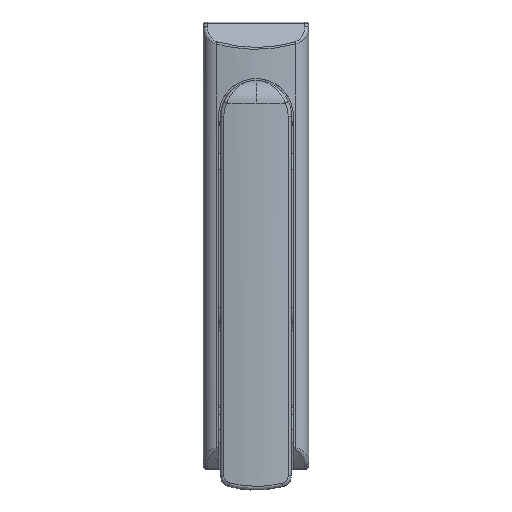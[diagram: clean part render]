
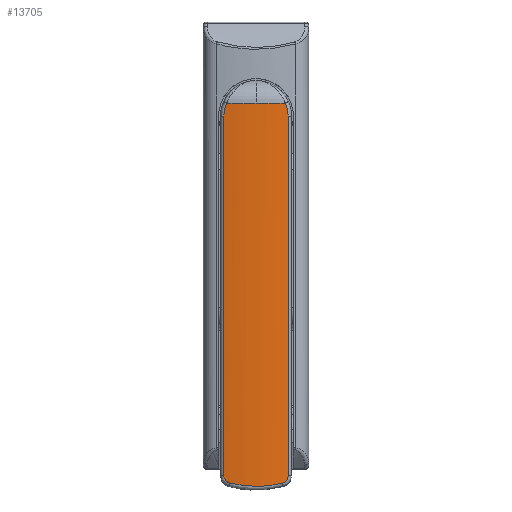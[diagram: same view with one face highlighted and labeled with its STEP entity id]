
A CAD part, front view. The second image highlights one B-rep face of the part: STEP entity #13705.
In plain terms, the highlighted cylindrical face has radius 60 mm (diameter 120 mm), a partial arc.
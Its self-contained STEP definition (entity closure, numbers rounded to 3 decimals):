
#13021 = VERTEX_POINT ( 'NONE', #20816 ) ;
#13025 = VERTEX_POINT ( 'NONE', #20845 ) ;
#13027 = EDGE_CURVE ( 'NONE', #13021, #13025, #20843, .T. ) ;
#13705 = ADVANCED_FACE ( 'NONE', ( #23900 ), #23899, .T. ) ;
#13706 = ORIENTED_EDGE ( 'NONE', *, *, #13027, .T. ) ;
#13707 = ORIENTED_EDGE ( 'NONE', *, *, #13708, .T. ) ;
#13708 = EDGE_CURVE ( 'NONE', #13025, #13709, #23894, .T. ) ;
#13709 = VERTEX_POINT ( 'NONE', #23890 ) ;
#13710 = ORIENTED_EDGE ( 'NONE', *, *, #13711, .T. ) ;
#13711 = EDGE_CURVE ( 'NONE', #13884, #13712, #23889, .T. ) ;
#13712 = VERTEX_POINT ( 'NONE', #23885 ) ;
#13713 = ORIENTED_EDGE ( 'NONE', *, *, #13714, .T. ) ;
#13714 = EDGE_CURVE ( 'NONE', #13712, #13021, #23732, .T. ) ;
#13717 = ORIENTED_EDGE ( 'NONE', *, *, #13718, .T. ) ;
#13718 = EDGE_CURVE ( 'NONE', #13709, #13719, #23720, .T. ) ;
#13719 = VERTEX_POINT ( 'NONE', #23719 ) ;
#13720 = ORIENTED_EDGE ( 'NONE', *, *, #13721, .T. ) ;
#13721 = EDGE_CURVE ( 'NONE', #13719, #13722, #23718, .T. ) ;
#13722 = VERTEX_POINT ( 'NONE', #23708 ) ;
#13876 = ORIENTED_EDGE ( 'NONE', *, *, #13877, .T. ) ;
#13877 = EDGE_CURVE ( 'NONE', #13722, #13878, #14595, .T. ) ;
#13878 = VERTEX_POINT ( 'NONE', #14612 ) ;
#13879 = ORIENTED_EDGE ( 'NONE', *, *, #13880, .T. ) ;
#13880 = EDGE_CURVE ( 'NONE', #13878, #13881, #14639, .T. ) ;
#13881 = VERTEX_POINT ( 'NONE', #14640 ) ;
#13882 = ORIENTED_EDGE ( 'NONE', *, *, #13883, .T. ) ;
#13883 = EDGE_CURVE ( 'NONE', #13881, #13884, #14619, .T. ) ;
#13884 = VERTEX_POINT ( 'NONE', #14647 ) ;
#13915 = EDGE_LOOP ( 'NONE', ( #13706, #13707, #13717, #13720, #13876, #13879, #13882, #13710, #13713 ) ) ;
#14595 = B_SPLINE_CURVE_WITH_KNOTS ( 'NONE', 3,
 ( #14608, #14613, #14600, #14599, #14606, #14605, #14604, #14603, #14602, #14601 ),
 .UNSPECIFIED., .F., .F.,
 ( 4, 2, 2, 2, 4 ),
 ( 0., 0.001, 0.001, 0.002, 0.003 ),
 .UNSPECIFIED. ) ;
#14599 = CARTESIAN_POINT ( 'NONE',  ( -26.915, 8.359, -96.527 ) ) ;
#14600 = CARTESIAN_POINT ( 'NONE',  ( -26.894, 8.505, -96.106 ) ) ;
#14601 = CARTESIAN_POINT ( 'NONE',  ( -27.087, 7.029, -97.6 ) ) ;
#14602 = CARTESIAN_POINT ( 'NONE',  ( -27.062, 7.243, -97.544 ) ) ;
#14603 = CARTESIAN_POINT ( 'NONE',  ( -27.037, 7.445, -97.456 ) ) ;
#14604 = CARTESIAN_POINT ( 'NONE',  ( -26.989, 7.815, -97.215 ) ) ;
#14605 = CARTESIAN_POINT ( 'NONE',  ( -26.967, 7.978, -97.067 ) ) ;
#14606 = CARTESIAN_POINT ( 'NONE',  ( -26.93, 8.253, -96.719 ) ) ;
#14608 = CARTESIAN_POINT ( 'NONE',  ( -26.889, 8.542, -95.667 ) ) ;
#14612 = CARTESIAN_POINT ( 'NONE',  ( -27.087, 7.029, -97.6 ) ) ;
#14613 = CARTESIAN_POINT ( 'NONE',  ( -26.889, 8.542, -95.89 ) ) ;
#14619 = B_SPLINE_CURVE_WITH_KNOTS ( 'NONE', 3,
 ( #14656, #14655, #14622, #14621, #14629, #14628, #14627, #14626, #14631, #14630 ),
 .UNSPECIFIED., .F., .F.,
 ( 4, 2, 2, 2, 4 ),
 ( 0., 0.001, 0.001, 0.002, 0.003 ),
 .UNSPECIFIED. ) ;
#14620 = CARTESIAN_POINT ( 'NONE',  ( -27.222, -5.88, -97.9 ) ) ;
#14621 = CARTESIAN_POINT ( 'NONE',  ( -26.989, -7.814, -97.216 ) ) ;
#14622 = CARTESIAN_POINT ( 'NONE',  ( -27.037, -7.443, -97.457 ) ) ;
#14626 = CARTESIAN_POINT ( 'NONE',  ( -26.894, -8.505, -96.109 ) ) ;
#14627 = CARTESIAN_POINT ( 'NONE',  ( -26.915, -8.358, -96.527 ) ) ;
#14628 = CARTESIAN_POINT ( 'NONE',  ( -26.93, -8.251, -96.721 ) ) ;
#14629 = CARTESIAN_POINT ( 'NONE',  ( -26.968, -7.977, -97.068 ) ) ;
#14630 = CARTESIAN_POINT ( 'NONE',  ( -26.889, -8.542, -95.667 ) ) ;
#14631 = CARTESIAN_POINT ( 'NONE',  ( -26.889, -8.542, -95.89 ) ) ;
#14632 = CARTESIAN_POINT ( 'NONE',  ( -27.087, -7.029, -97.6 ) ) ;
#14639 = B_SPLINE_CURVE_WITH_KNOTS ( 'NONE', 3,
 ( #14645, #14654, #14650, #14641, #14648, #14657, #14649, #14646, #14620, #14632 ),
 .UNSPECIFIED., .F., .F.,
 ( 4, 2, 2, 2, 4 ),
 ( 0., 0.007, 0.009, 0.011, 0.014 ),
 .UNSPECIFIED. ) ;
#14640 = CARTESIAN_POINT ( 'NONE',  ( -27.087, -7.029, -97.6 ) ) ;
#14641 = CARTESIAN_POINT ( 'NONE',  ( -27.5, -0.571, -98.5 ) ) ;
#14645 = CARTESIAN_POINT ( 'NONE',  ( -27.087, 7.029, -97.6 ) ) ;
#14646 = CARTESIAN_POINT ( 'NONE',  ( -27.326, -4.716, -98.124 ) ) ;
#14647 = CARTESIAN_POINT ( 'NONE',  ( -26.889, -8.542, -95.667 ) ) ;
#14648 = CARTESIAN_POINT ( 'NONE',  ( -27.492, -1.168, -98.482 ) ) ;
#14649 = CARTESIAN_POINT ( 'NONE',  ( -27.43, -2.951, -98.35 ) ) ;
#14650 = CARTESIAN_POINT ( 'NONE',  ( -27.499, 2.395, -98.498 ) ) ;
#14654 = CARTESIAN_POINT ( 'NONE',  ( -27.358, 4.731, -98.199 ) ) ;
#14655 = CARTESIAN_POINT ( 'NONE',  ( -27.062, -7.243, -97.544 ) ) ;
#14656 = CARTESIAN_POINT ( 'NONE',  ( -27.087, -7.029, -97.6 ) ) ;
#14657 = CARTESIAN_POINT ( 'NONE',  ( -27.457, -2.359, -98.407 ) ) ;
#20816 = CARTESIAN_POINT ( 'NONE',  ( -26.989, -7.811, 3.4 ) ) ;
#20839 = DIRECTION ( 'NONE',  ( -1., 0., 0. ) ) ;
#20840 = DIRECTION ( 'NONE',  ( 0., 0., -1. ) ) ;
#20841 = CARTESIAN_POINT ( 'NONE',  ( 32.5, 0., 3.4 ) ) ;
#20842 = AXIS2_PLACEMENT_3D ( 'NONE', #20841, #20840, #20839 ) ;
#20843 = CIRCLE ( 'NONE', #20842, 60. ) ;
#20845 = CARTESIAN_POINT ( 'NONE',  ( -27.5, 0., 3.4 ) ) ;
#23708 = CARTESIAN_POINT ( 'NONE',  ( -26.889, 8.542, -95.667 ) ) ;
#23709 = DIRECTION ( 'NONE',  ( 0., 0., -1. ) ) ;
#23710 = VECTOR ( 'NONE', #23709, 1000. ) ;
#23711 = CARTESIAN_POINT ( 'NONE',  ( -26.889, 8.542, -987.5 ) ) ;
#23712 = CARTESIAN_POINT ( 'NONE',  ( -26.889, 8.542, 0. ) ) ;
#23713 = CARTESIAN_POINT ( 'NONE',  ( -26.889, 8.542, 0.589 ) ) ;
#23714 = CARTESIAN_POINT ( 'NONE',  ( -26.898, 8.479, 1.177 ) ) ;
#23715 = CARTESIAN_POINT ( 'NONE',  ( -26.932, 8.234, 2.312 ) ) ;
#23716 = CARTESIAN_POINT ( 'NONE',  ( -26.958, 8.053, 2.864 ) ) ;
#23717 = CARTESIAN_POINT ( 'NONE',  ( -26.989, 7.811, 3.4 ) ) ;
#23718 = LINE ( 'NONE', #23711, #23710 ) ;
#23719 = CARTESIAN_POINT ( 'NONE',  ( -26.889, 8.542, 0. ) ) ;
#23720 = B_SPLINE_CURVE_WITH_KNOTS ( 'NONE', 3,
 ( #23717, #23716, #23715, #23714, #23713, #23712 ),
 .UNSPECIFIED., .F., .F.,
 ( 4, 2, 4 ),
 ( 0., 0.002, 0.003 ),
 .UNSPECIFIED. ) ;
#23723 = CARTESIAN_POINT ( 'NONE',  ( -26.989, -7.811, 3.4 ) ) ;
#23724 = CARTESIAN_POINT ( 'NONE',  ( -26.958, -8.053, 2.864 ) ) ;
#23725 = CARTESIAN_POINT ( 'NONE',  ( -26.932, -8.236, 2.303 ) ) ;
#23726 = CARTESIAN_POINT ( 'NONE',  ( -26.898, -8.48, 1.167 ) ) ;
#23727 = CARTESIAN_POINT ( 'NONE',  ( -26.889, -8.542, 0.589 ) ) ;
#23728 = CARTESIAN_POINT ( 'NONE',  ( -26.889, -8.542, 0. ) ) ;
#23732 = B_SPLINE_CURVE_WITH_KNOTS ( 'NONE', 3,
 ( #23728, #23727, #23726, #23725, #23724, #23723 ),
 .UNSPECIFIED., .F., .F.,
 ( 4, 2, 4 ),
 ( 0., 0.002, 0.003 ),
 .UNSPECIFIED. ) ;
#23885 = CARTESIAN_POINT ( 'NONE',  ( -26.889, -8.542, 0. ) ) ;
#23886 = DIRECTION ( 'NONE',  ( 0., 0., 1. ) ) ;
#23887 = VECTOR ( 'NONE', #23886, 1000. ) ;
#23888 = CARTESIAN_POINT ( 'NONE',  ( -26.889, -8.542, -987.5 ) ) ;
#23889 = LINE ( 'NONE', #23888, #23887 ) ;
#23890 = CARTESIAN_POINT ( 'NONE',  ( -26.989, 7.811, 3.4 ) ) ;
#23891 = DIRECTION ( 'NONE',  ( -1., 0., 0. ) ) ;
#23892 = DIRECTION ( 'NONE',  ( 0., 0., -1. ) ) ;
#23893 = AXIS2_PLACEMENT_3D ( 'NONE', #23898, #23892, #23891 ) ;
#23894 = CIRCLE ( 'NONE', #23893, 60. ) ;
#23895 = DIRECTION ( 'NONE',  ( 1., 0., 0. ) ) ;
#23896 = DIRECTION ( 'NONE',  ( 0., 0., 1. ) ) ;
#23897 = AXIS2_PLACEMENT_3D ( 'NONE', #23906, #23896, #23895 ) ;
#23898 = CARTESIAN_POINT ( 'NONE',  ( 32.5, 0., 3.4 ) ) ;
#23899 = CYLINDRICAL_SURFACE ( 'NONE', #23897, 60. ) ;
#23900 = FACE_OUTER_BOUND ( 'NONE', #13915, .T. ) ;
#23906 = CARTESIAN_POINT ( 'NONE',  ( 32.5, 0., -987.5 ) ) ;
